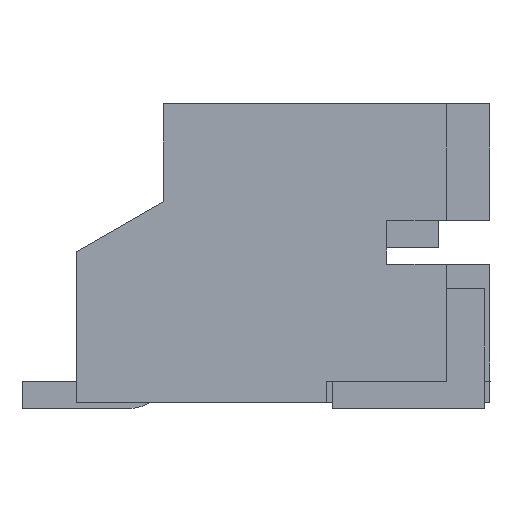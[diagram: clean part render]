
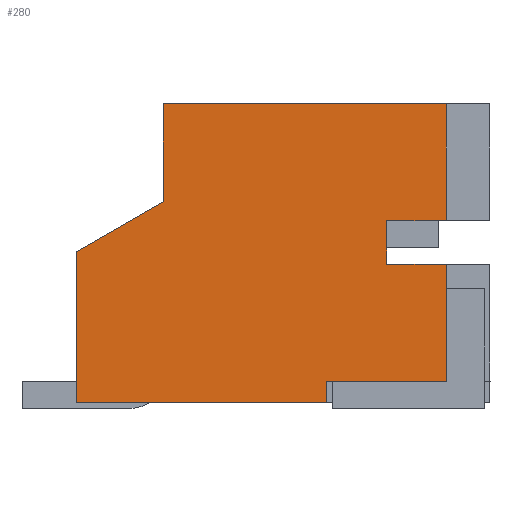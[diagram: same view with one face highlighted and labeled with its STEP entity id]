
A CAD part, left-side view. The second image highlights one B-rep face of the part: STEP entity #280.
In plain terms, the highlighted planar face has unit normal (-1, 0, 0).
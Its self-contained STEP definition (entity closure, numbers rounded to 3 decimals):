
#280 = ADVANCED_FACE( 'NONE', ( #656 ), #657, .F. );
#656 = FACE_OUTER_BOUND( '', #1113, .T. );
#657 = PLANE( '', #1114 );
#1113 = EDGE_LOOP( '', ( #1953, #1954, #1955, #1956, #1957, #1958, #1959, #1960, #1961, #1962, #1963, #1964 ) );
#1114 = AXIS2_PLACEMENT_3D( '', #1965, #1966, #1967 );
#1953 = ORIENTED_EDGE( '', *, *, #3029, .T. );
#1954 = ORIENTED_EDGE( '', *, *, #3053, .T. );
#1955 = ORIENTED_EDGE( '', *, *, #3035, .T. );
#1956 = ORIENTED_EDGE( '', *, *, #3116, .T. );
#1957 = ORIENTED_EDGE( '', *, *, #3117, .T. );
#1958 = ORIENTED_EDGE( '', *, *, #2940, .T. );
#1959 = ORIENTED_EDGE( '', *, *, #3118, .T. );
#1960 = ORIENTED_EDGE( '', *, *, #3119, .F. );
#1961 = ORIENTED_EDGE( '', *, *, #2877, .T. );
#1962 = ORIENTED_EDGE( '', *, *, #3120, .T. );
#1963 = ORIENTED_EDGE( '', *, *, #2850, .T. );
#1964 = ORIENTED_EDGE( '', *, *, #3121, .T. );
#1965 = CARTESIAN_POINT( '', ( -7.95, -4.004, 5.6 ) );
#1966 = DIRECTION( '', ( 1., 0., 0. ) );
#1967 = DIRECTION( '', ( 0., 0., 1. ) );
#2850 = EDGE_CURVE( 'NONE', #3454, #3459, #3461, .T. );
#2877 = EDGE_CURVE( 'NONE', #3510, #3508, #3511, .T. );
#2940 = EDGE_CURVE( 'NONE', #3624, #3622, #3625, .T. );
#3029 = EDGE_CURVE( 'NONE', #3763, #3764, #3765, .T. );
#3035 = EDGE_CURVE( 'NONE', #3773, #3771, #3774, .T. );
#3053 = EDGE_CURVE( 'NONE', #3764, #3773, #3801, .T. );
#3116 = EDGE_CURVE( 'NONE', #3771, #3897, #3898, .T. );
#3117 = EDGE_CURVE( 'NONE', #3897, #3624, #3899, .T. );
#3118 = EDGE_CURVE( 'NONE', #3622, #3900, #3901, .T. );
#3119 = EDGE_CURVE( 'NONE', #3510, #3900, #3902, .T. );
#3120 = EDGE_CURVE( 'NONE', #3508, #3454, #3903, .T. );
#3121 = EDGE_CURVE( 'NONE', #3459, #3763, #3904, .T. );
#3454 = VERTEX_POINT( 'NONE', #4332 );
#3459 = VERTEX_POINT( 'NONE', #4339 );
#3461 = LINE( '', #4342, #4343 );
#3508 = VERTEX_POINT( 'NONE', #4411 );
#3510 = VERTEX_POINT( 'NONE', #4414 );
#3511 = LINE( '', #4415, #4416 );
#3622 = VERTEX_POINT( 'NONE', #4574 );
#3624 = VERTEX_POINT( 'NONE', #4577 );
#3625 = LINE( '', #4578, #4579 );
#3763 = VERTEX_POINT( 'NONE', #4783 );
#3764 = VERTEX_POINT( 'NONE', #4784 );
#3765 = LINE( '', #4785, #4786 );
#3771 = VERTEX_POINT( 'NONE', #4795 );
#3773 = VERTEX_POINT( 'NONE', #4798 );
#3774 = LINE( '', #4799, #4800 );
#3801 = LINE( '', #4839, #4840 );
#3897 = VERTEX_POINT( 'NONE', #4976 );
#3898 = LINE( '', #4977, #4978 );
#3899 = LINE( '', #4979, #4980 );
#3900 = VERTEX_POINT( 'NONE', #4981 );
#3901 = LINE( '', #4982, #4983 );
#3902 = LINE( '', #4984, #4985 );
#3903 = LINE( '', #4986, #4987 );
#3904 = LINE( '', #4988, #4989 );
#4332 = CARTESIAN_POINT( '', ( -7.95, 3.596, 2.876 ) );
#4339 = CARTESIAN_POINT( '', ( -7.95, 3.596, 0.1 ) );
#4342 = CARTESIAN_POINT( '', ( -7.95, 3.596, 5.6 ) );
#4343 = VECTOR( '', #5395, 1000. );
#4411 = CARTESIAN_POINT( '', ( -7.95, 1.996, 3.8 ) );
#4414 = CARTESIAN_POINT( '', ( -7.95, 1.996, 5.6 ) );
#4415 = CARTESIAN_POINT( '', ( -7.95, 1.996, 3.8 ) );
#4416 = VECTOR( '', #5418, 1000. );
#4574 = CARTESIAN_POINT( '', ( -7.95, -3.204, 3.45 ) );
#4577 = CARTESIAN_POINT( '', ( -7.95, -2.104, 3.45 ) );
#4578 = CARTESIAN_POINT( '', ( -7.95, -4.004, 3.45 ) );
#4579 = VECTOR( '', #5488, 1000. );
#4783 = CARTESIAN_POINT( '', ( -7.95, -1.004, 0.1 ) );
#4784 = CARTESIAN_POINT( '', ( -7.95, -1.004, 0.5 ) );
#4785 = CARTESIAN_POINT( '', ( -7.95, -1.004, 0.1 ) );
#4786 = VECTOR( '', #5567, 1000. );
#4795 = CARTESIAN_POINT( '', ( -7.95, -3.204, 2.65 ) );
#4798 = CARTESIAN_POINT( '', ( -7.95, -3.204, 0.5 ) );
#4799 = CARTESIAN_POINT( '', ( -7.95, -3.204, 0.1 ) );
#4800 = VECTOR( '', #5572, 1000. );
#4839 = CARTESIAN_POINT( '', ( -7.95, -4.004, 0.5 ) );
#4840 = VECTOR( '', #5591, 1000. );
#4976 = CARTESIAN_POINT( '', ( -7.95, -2.104, 2.65 ) );
#4977 = CARTESIAN_POINT( '', ( -7.95, -4.004, 2.65 ) );
#4978 = VECTOR( '', #5656, 1000. );
#4979 = CARTESIAN_POINT( '', ( -7.95, -2.104, 2.65 ) );
#4980 = VECTOR( '', #5657, 1000. );
#4981 = CARTESIAN_POINT( '', ( -7.95, -3.204, 5.6 ) );
#4982 = CARTESIAN_POINT( '', ( -7.95, -3.204, 0.1 ) );
#4983 = VECTOR( '', #5658, 1000. );
#4984 = CARTESIAN_POINT( '', ( -7.95, -4.004, 5.6 ) );
#4985 = VECTOR( '', #5659, 1000. );
#4986 = CARTESIAN_POINT( '', ( -7.95, 3.596, 2.876 ) );
#4987 = VECTOR( '', #5660, 1000. );
#4988 = CARTESIAN_POINT( '', ( -7.95, -4.004, 0.1 ) );
#4989 = VECTOR( '', #5661, 1000. );
#5395 = DIRECTION( '', ( 0., 0., -1. ) );
#5418 = DIRECTION( '', ( 0., 0., -1. ) );
#5488 = DIRECTION( '', ( 0., -1., 0. ) );
#5567 = DIRECTION( '', ( 0., 0., 1. ) );
#5572 = DIRECTION( '', ( 0., 0., 1. ) );
#5591 = DIRECTION( '', ( 0., -1., 0. ) );
#5656 = DIRECTION( '', ( 0., 1., 0. ) );
#5657 = DIRECTION( '', ( 0., 0., 1. ) );
#5658 = DIRECTION( '', ( 0., 0., 1. ) );
#5659 = DIRECTION( '', ( 0., -1., 0. ) );
#5660 = DIRECTION( '', ( 0., 0.866, -0.5 ) );
#5661 = DIRECTION( '', ( 0., -1., 0. ) );
